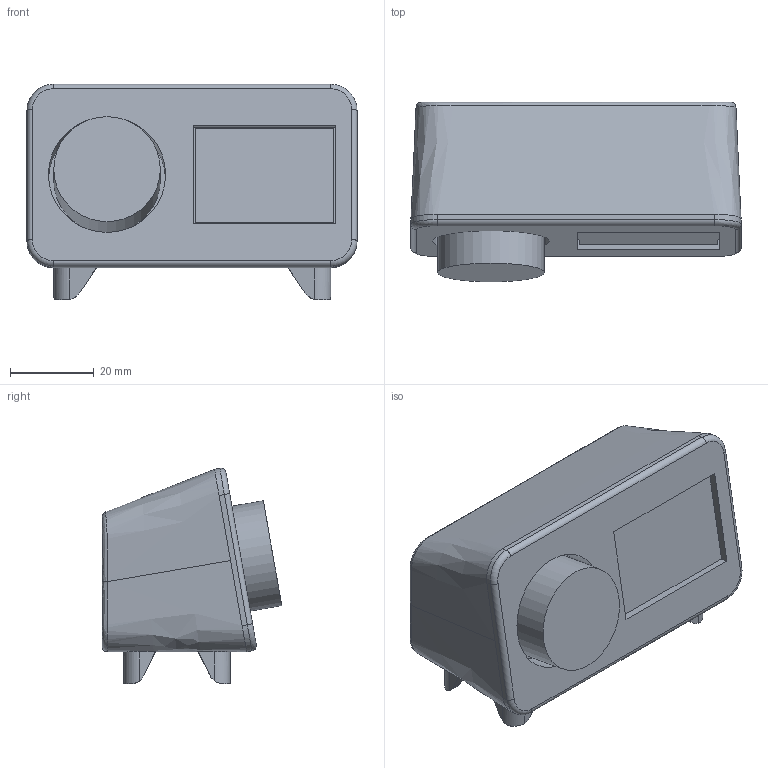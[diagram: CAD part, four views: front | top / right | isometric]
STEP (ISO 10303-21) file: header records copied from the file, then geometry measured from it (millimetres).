
FILE_DESCRIPTION(/* description */ (''),/* implementation_level */ '2;1');
FILE_NAME(/* name */ 'TV v11.step',/* time_stamp */ '2022-07-04T01:32:09-07:00',/* author */ (''),/* organization */ (''),/* preprocessor_version */ 'ST-DEVELOPER v19',/* originating_system */ 'Autodesk Translation Framework v11.7.0.108',/* authorisation */ '');
FILE_SCHEMA (('AUTOMOTIVE_DESIGN { 1 0 10303 214 3 1 1 }'));
Length unit declared in the file: inch
Products named in the file (5): TV; OLED Screen; Case; Encoder Knobs; Legs
Assembly tree (4 placements, depth 2):
  TV
    OLED Screen
    Case
    Encoder Knobs
    Legs
Bounding box: 78.74 x 42.82 x 51.38 mm (x, y, z)
Volume: 39739.2 mm3; surface area: 31751.9 mm2
Topology: 8 solids, 8 shells, 195 faces, 556 edges, 377 vertices
Faces by surface type: plane 108, cylinder 69, torus 8, bspline 6, cone 4
Full cylindrical faces by diameter (mm): 2 x16, 2.54 x4, 4 x8, 8.001 x1, 25.4 x1, 27.94 x1, 31.75 x1
Entity records: 9562 total; most frequent: CARTESIAN_POINT 4340, ORIENTED_EDGE 1112, DIRECTION 948, EDGE_CURVE 556, VERTEX_POINT 377, AXIS2_PLACEMENT_3D 344, LINE 260, VECTOR 260
